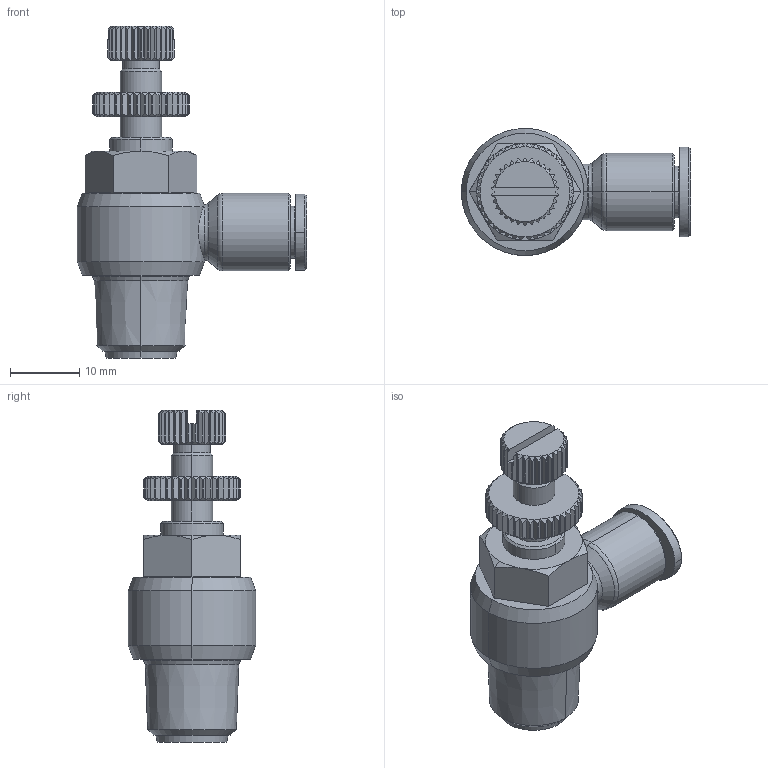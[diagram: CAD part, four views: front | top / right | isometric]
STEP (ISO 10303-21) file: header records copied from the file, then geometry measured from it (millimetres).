
FILE_DESCRIPTION((''),'2;1');
FILE_NAME('GNSE 0602(3D).stp','2012-12-17T11:15:51',(''),(''),'Mechanical Desktop.R8.0.24.0','Mechanical Desktop.R8.0.24.0',', , ');
FILE_SCHEMA(('CONFIG_CONTROL_DESIGN'));
Length unit declared in the file: millimetre
Products named in the file (2): GNSE 0602(3D); ºÎÇ°1
Assembly tree (1 placements, depth 2):
  GNSE 0602(3D)
    ºÎÇ°1
Bounding box: 33.15 x 18.4 x 48 mm (x, y, z)
Volume: 7714 mm3; surface area: 4015.1 mm2
Topology: 1 solids, 1 shells, 643 faces, 1654 edges, 1036 vertices
Faces by surface type: plane 330, cylinder 165, cone 114, bspline 32, torus 2
Entity records: 20598 total; most frequent: CARTESIAN_POINT 5854, ORIENTED_EDGE 3308, DIRECTION 2842, EDGE_CURVE 1654, VERTEX_POINT 1036, AXIS2_PLACEMENT_3D 997, VECTOR 848, LINE 848
